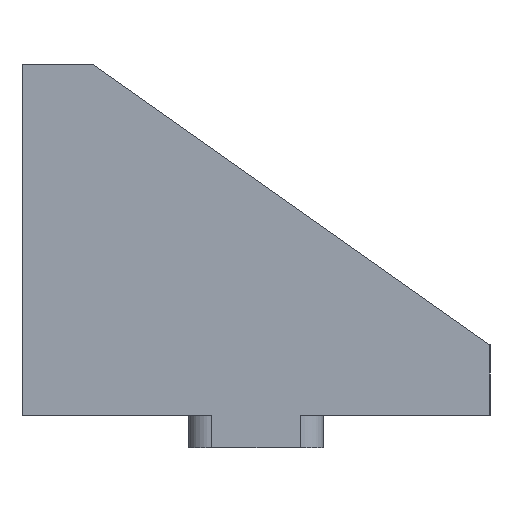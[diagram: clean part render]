
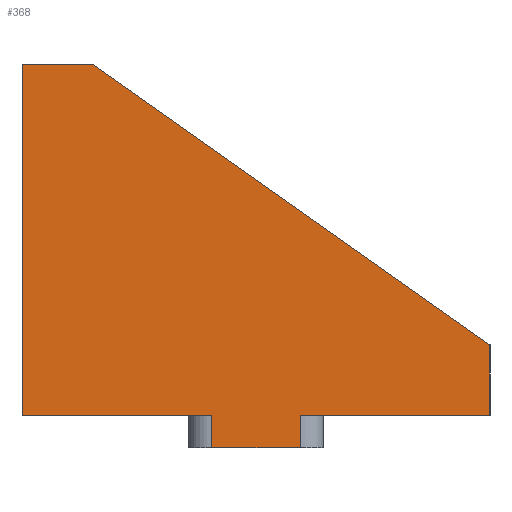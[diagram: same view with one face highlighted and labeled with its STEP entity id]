
A CAD part, left-side view. The second image highlights one B-rep face of the part: STEP entity #368.
In plain terms, the highlighted planar face has unit normal (-1, 0, 0).
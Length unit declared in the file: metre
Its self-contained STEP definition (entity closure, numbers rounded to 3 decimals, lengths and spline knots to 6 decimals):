
#42=ORIENTED_EDGE('',*,*,#145,.F.);
#43=ORIENTED_EDGE('',*,*,#146,.T.);
#44=ORIENTED_EDGE('',*,*,#147,.F.);
#45=ORIENTED_EDGE('',*,*,#148,.F.);
#46=ORIENTED_EDGE('',*,*,#149,.F.);
#47=ORIENTED_EDGE('',*,*,#150,.T.);
#48=ORIENTED_EDGE('',*,*,#151,.T.);
#49=ORIENTED_EDGE('',*,*,#133,.F.);
#50=ORIENTED_EDGE('',*,*,#152,.T.);
#133=EDGE_CURVE('',#185,#186,#218,.T.);
#145=EDGE_CURVE('',#196,#197,#228,.T.);
#146=EDGE_CURVE('',#196,#198,#229,.T.);
#147=EDGE_CURVE('',#199,#198,#230,.T.);
#148=EDGE_CURVE('',#200,#199,#231,.T.);
#149=EDGE_CURVE('',#201,#200,#232,.T.);
#150=EDGE_CURVE('',#201,#202,#233,.T.);
#151=EDGE_CURVE('',#202,#186,#234,.T.);
#152=EDGE_CURVE('',#185,#197,#235,.F.);
#185=VERTEX_POINT('',#542);
#186=VERTEX_POINT('',#544);
#196=VERTEX_POINT('',#569);
#197=VERTEX_POINT('',#570);
#198=VERTEX_POINT('',#572);
#199=VERTEX_POINT('',#574);
#200=VERTEX_POINT('',#576);
#201=VERTEX_POINT('',#578);
#202=VERTEX_POINT('',#580);
#218=LINE('',#543,#260);
#228=LINE('',#568,#270);
#229=LINE('',#571,#271);
#230=LINE('',#573,#272);
#231=LINE('',#575,#273);
#232=LINE('',#577,#274);
#233=LINE('',#579,#275);
#234=LINE('',#581,#276);
#235=LINE('',#582,#277);
#260=VECTOR('',#437,1.);
#270=VECTOR('',#457,1.);
#271=VECTOR('',#458,1.);
#272=VECTOR('',#459,1.);
#273=VECTOR('',#460,1.);
#274=VECTOR('',#461,1.);
#275=VECTOR('',#462,1.);
#276=VECTOR('',#463,1.);
#277=VECTOR('',#464,1.);
#305=EDGE_LOOP('',(#42,#43,#44,#45,#46,#47,#48,#49,#50));
#329=FACE_BOUND('',#305,.T.);
#352=PLANE('',#405);
#368=ADVANCED_FACE('',(#329),#352,.T.);
#405=AXIS2_PLACEMENT_3D('',#567,#455,#456);
#437=DIRECTION('',(0.,1.,0.));
#455=DIRECTION('',(-1.,0.,0.));
#456=DIRECTION('',(0.,-1.,0.));
#457=DIRECTION('',(0.,1.,0.));
#458=DIRECTION('',(0.,0.,1.));
#459=DIRECTION('',(0.,1.,0.));
#460=DIRECTION('',(0.,0.,-1.));
#461=DIRECTION('',(0.,-0.817,-0.577));
#462=DIRECTION('',(0.,1.,0.));
#463=DIRECTION('',(0.,0.,-1.));
#464=DIRECTION('',(0.,0.,1.));
#542=CARTESIAN_POINT('',(-0.03,0.0019,0.));
#543=CARTESIAN_POINT('',(-0.03,0.,0.));
#544=CARTESIAN_POINT('',(-0.03,0.01,0.));
#567=CARTESIAN_POINT('',(-0.03,0.,0.003));
#568=CARTESIAN_POINT('',(-0.03,0.,-0.0014));
#569=CARTESIAN_POINT('',(-0.03,-0.0019,-0.0014));
#570=CARTESIAN_POINT('',(-0.03,0.0019,-0.0014));
#571=CARTESIAN_POINT('',(-0.03,-0.0019,0.003));
#572=CARTESIAN_POINT('',(-0.03,-0.0019,0.));
#573=CARTESIAN_POINT('',(-0.03,0.,0.));
#574=CARTESIAN_POINT('',(-0.03,-0.01,0.));
#575=CARTESIAN_POINT('',(-0.03,-0.01,0.003));
#576=CARTESIAN_POINT('',(-0.03,-0.01,0.003));
#577=CARTESIAN_POINT('',(-0.03,-0.0015,0.009));
#578=CARTESIAN_POINT('',(-0.03,0.007,0.015));
#579=CARTESIAN_POINT('',(-0.03,0.007,0.015));
#580=CARTESIAN_POINT('',(-0.03,0.01,0.015));
#581=CARTESIAN_POINT('',(-0.03,0.01,0.003));
#582=CARTESIAN_POINT('',(-0.03,0.0019,-0.0014));
